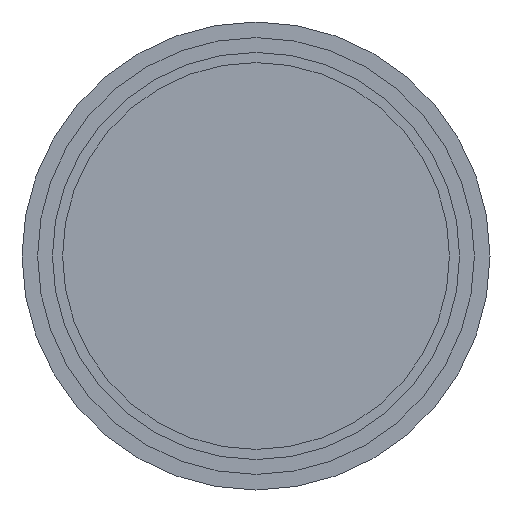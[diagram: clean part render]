
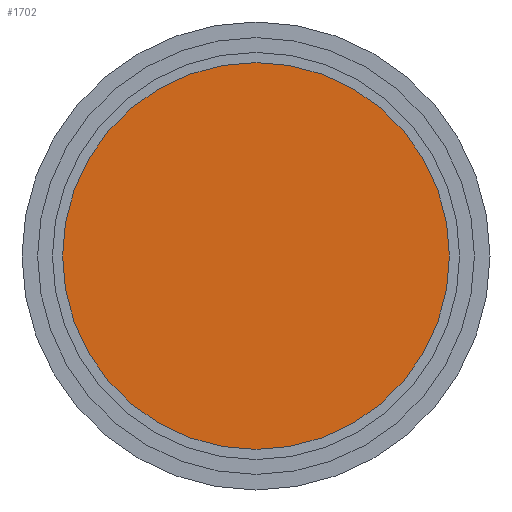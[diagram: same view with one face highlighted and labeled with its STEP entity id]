
A CAD part, left-side view. The second image highlights one B-rep face of the part: STEP entity #1702.
In plain terms, the highlighted planar face has unit normal (-1, 0, 0).
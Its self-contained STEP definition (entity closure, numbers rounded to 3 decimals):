
#38 = AXIS2_PLACEMENT_3D ( 'NONE', #1305, #1081, #923 ) ;
#130 = CIRCLE ( 'NONE', #38, 31. ) ;
#149 = CARTESIAN_POINT ( 'NONE',  ( 6.029, 33., 0. ) ) ;
#285 = EDGE_LOOP ( 'NONE', ( #563, #554 ) ) ;
#324 = DIRECTION ( 'NONE',  ( -1., 0., 0. ) ) ;
#429 = EDGE_CURVE ( 'NONE', #1485, #1208, #130, .T. ) ;
#463 = DIRECTION ( 'NONE',  ( -1., 0., 0. ) ) ;
#554 = ORIENTED_EDGE ( 'NONE', *, *, #429, .T. ) ;
#563 = ORIENTED_EDGE ( 'NONE', *, *, #1744, .T. ) ;
#755 = AXIS2_PLACEMENT_3D ( 'NONE', #149, #463, #1385 ) ;
#762 = PLANE ( 'NONE',  #755 ) ;
#791 = CIRCLE ( 'NONE', #948, 31. ) ;
#794 = FACE_OUTER_BOUND ( 'NONE', #285, .T. ) ;
#923 = DIRECTION ( 'NONE',  ( 0., 0., 1. ) ) ;
#948 = AXIS2_PLACEMENT_3D ( 'NONE', #1191, #324, #1293 ) ;
#1081 = DIRECTION ( 'NONE',  ( -1., 0., 0. ) ) ;
#1147 = CARTESIAN_POINT ( 'NONE',  ( 6.029, 0., 31. ) ) ;
#1191 = CARTESIAN_POINT ( 'NONE',  ( 6.029, 0., 0. ) ) ;
#1208 = VERTEX_POINT ( 'NONE', #1147 ) ;
#1223 = CARTESIAN_POINT ( 'NONE',  ( 6.029, 0., -31. ) ) ;
#1293 = DIRECTION ( 'NONE',  ( 0., 0., 1. ) ) ;
#1305 = CARTESIAN_POINT ( 'NONE',  ( 6.029, 0., 0. ) ) ;
#1385 = DIRECTION ( 'NONE',  ( 0., 0., 1. ) ) ;
#1485 = VERTEX_POINT ( 'NONE', #1223 ) ;
#1702 = ADVANCED_FACE ( 'NONE', ( #794 ), #762, .T. ) ;
#1744 = EDGE_CURVE ( 'NONE', #1208, #1485, #791, .T. ) ;
